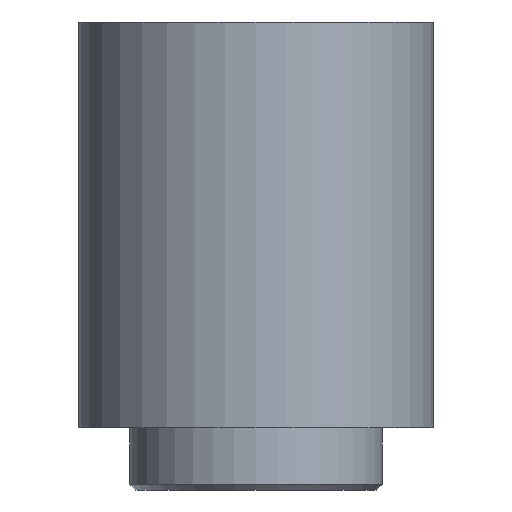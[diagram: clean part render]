
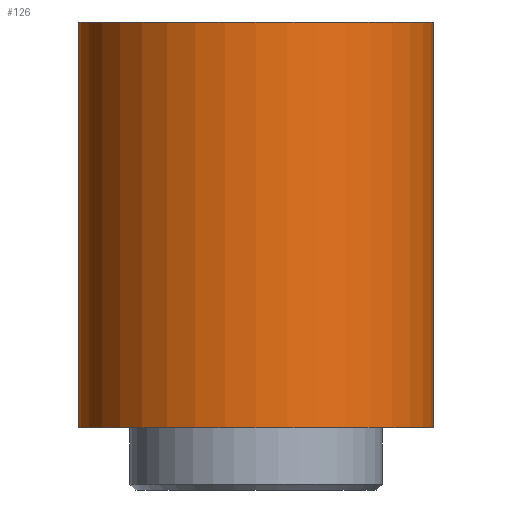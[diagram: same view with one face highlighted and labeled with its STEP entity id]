
A CAD part, front view. The second image highlights one B-rep face of the part: STEP entity #126.
In plain terms, the highlighted cylindrical face has radius 4.37 mm (diameter 8.74 mm), a full revolution.
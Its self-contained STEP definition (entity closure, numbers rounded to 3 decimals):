
#113 = EDGE_CURVE('',#114,#114,#116,.T.);
#114 = VERTEX_POINT('',#115);
#115 = CARTESIAN_POINT('',(4.37,0.,0.));
#116 = CIRCLE('',#117,4.37);
#117 = AXIS2_PLACEMENT_3D('',#118,#119,#120);
#118 = CARTESIAN_POINT('',(0.,0.,0.));
#119 = DIRECTION('',(0.,0.,-1.));
#120 = DIRECTION('',(1.,0.,0.));
#126 = ADVANCED_FACE('',(#127),#146,.T.);
#127 = FACE_BOUND('',#128,.F.);
#128 = EDGE_LOOP('',(#129,#130,#138,#145));
#129 = ORIENTED_EDGE('',*,*,#113,.T.);
#130 = ORIENTED_EDGE('',*,*,#131,.T.);
#131 = EDGE_CURVE('',#114,#132,#134,.T.);
#132 = VERTEX_POINT('',#133);
#133 = CARTESIAN_POINT('',(4.37,0.,10.));
#134 = LINE('',#135,#136);
#135 = CARTESIAN_POINT('',(4.37,0.,0.));
#136 = VECTOR('',#137,1.);
#137 = DIRECTION('',(0.,0.,1.));
#138 = ORIENTED_EDGE('',*,*,#139,.F.);
#139 = EDGE_CURVE('',#132,#132,#140,.T.);
#140 = CIRCLE('',#141,4.37);
#141 = AXIS2_PLACEMENT_3D('',#142,#143,#144);
#142 = CARTESIAN_POINT('',(0.,0.,10.));
#143 = DIRECTION('',(0.,0.,-1.));
#144 = DIRECTION('',(1.,0.,0.));
#145 = ORIENTED_EDGE('',*,*,#131,.F.);
#146 = CYLINDRICAL_SURFACE('',#147,4.37);
#147 = AXIS2_PLACEMENT_3D('',#148,#149,#150);
#148 = CARTESIAN_POINT('',(0.,0.,0.));
#149 = DIRECTION('',(0.,0.,1.));
#150 = DIRECTION('',(1.,0.,0.));
